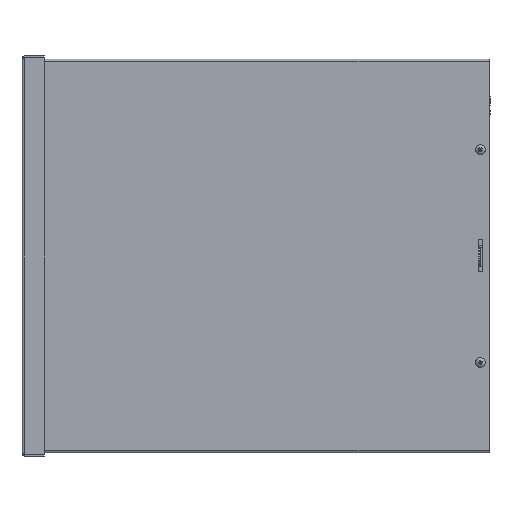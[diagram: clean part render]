
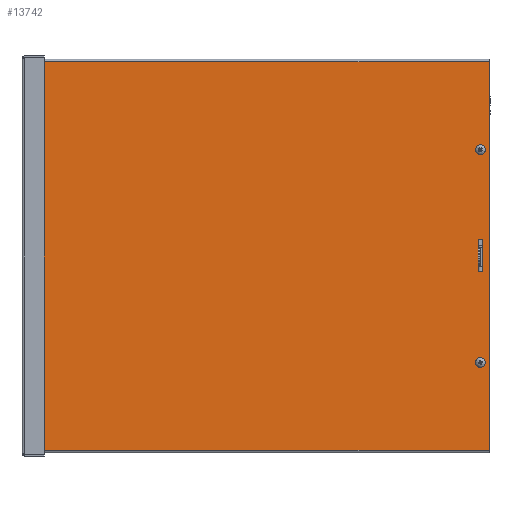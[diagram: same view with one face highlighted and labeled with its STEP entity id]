
A CAD part, front view. The second image highlights one B-rep face of the part: STEP entity #13742.
In plain terms, the highlighted face is planar.
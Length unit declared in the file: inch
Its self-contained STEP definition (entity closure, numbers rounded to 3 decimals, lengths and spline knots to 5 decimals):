
#12994=CARTESIAN_POINT('',(2.828,8.656,0.062));
#12995=VERTEX_POINT('',#12994);
#12996=CARTESIAN_POINT('',(2.6715,8.656,0.062));
#12997=DIRECTION('',(0.0,0.0,-1.0));
#12998=DIRECTION('',(-1.0,0.0,0.0));
#12999=AXIS2_PLACEMENT_3D('',#12996,#12997,#12998);
#13000=CIRCLE('',#12999,0.1565);
#13001=EDGE_CURVE('',#12995,#12995,#13000,.T.);
#13022=CARTESIAN_POINT('',(-5.485,8.656,0.062));
#13023=VERTEX_POINT('',#13022);
#13024=CARTESIAN_POINT('',(-5.6415,8.656,0.062));
#13025=DIRECTION('',(0.0,0.0,-1.0));
#13026=DIRECTION('',(-1.0,0.0,0.0));
#13027=AXIS2_PLACEMENT_3D('',#13024,#13025,#13026);
#13028=CIRCLE('',#13027,0.1565);
#13029=EDGE_CURVE('',#13023,#13023,#13028,.T.);
#13050=CARTESIAN_POINT('',(2.828,-8.656,0.062));
#13051=VERTEX_POINT('',#13050);
#13052=CARTESIAN_POINT('',(2.6715,-8.656,0.062));
#13053=DIRECTION('',(0.0,0.0,-1.0));
#13054=DIRECTION('',(-1.0,0.0,0.0));
#13055=AXIS2_PLACEMENT_3D('',#13052,#13053,#13054);
#13056=CIRCLE('',#13055,0.1565);
#13057=EDGE_CURVE('',#13051,#13051,#13056,.T.);
#13078=CARTESIAN_POINT('',(-5.485,-8.656,0.062));
#13079=VERTEX_POINT('',#13078);
#13080=CARTESIAN_POINT('',(-5.6415,-8.656,0.062));
#13081=DIRECTION('',(0.0,0.0,-1.0));
#13082=DIRECTION('',(-1.0,0.0,0.0));
#13083=AXIS2_PLACEMENT_3D('',#13080,#13081,#13082);
#13084=CIRCLE('',#13083,0.1565);
#13085=EDGE_CURVE('',#13079,#13079,#13084,.T.);
#13095=CARTESIAN_POINT('',(-2.1095,-8.56588,0.062));
#13096=VERTEX_POINT('',#13095);
#13097=CARTESIAN_POINT('',(-0.8595,-8.56588,0.062));
#13098=VERTEX_POINT('',#13097);
#13099=CARTESIAN_POINT('',(-2.1095,-8.56588,0.062));
#13100=DIRECTION('',(1.0,0.0,0.0));
#13101=VECTOR('',#13100,1.25);
#13102=LINE('',#13099,#13101);
#13103=EDGE_CURVE('',#13096,#13098,#13102,.T.);
#13135=CARTESIAN_POINT('',(-2.1095,-8.72213,0.062));
#13136=VERTEX_POINT('',#13135);
#13137=CARTESIAN_POINT('',(-2.1095,-8.72213,0.062));
#13138=DIRECTION('',(0.0,1.0,0.0));
#13139=VECTOR('',#13138,0.15625);
#13140=LINE('',#13137,#13139);
#13141=EDGE_CURVE('',#13136,#13096,#13140,.T.);
#13166=CARTESIAN_POINT('',(-0.8595,-8.72213,0.062));
#13167=VERTEX_POINT('',#13166);
#13168=CARTESIAN_POINT('',(-0.8595,-8.72213,0.062));
#13169=DIRECTION('',(-1.0,0.0,0.0));
#13170=VECTOR('',#13169,1.25);
#13171=LINE('',#13168,#13170);
#13172=EDGE_CURVE('',#13167,#13136,#13171,.T.);
#13204=CARTESIAN_POINT('',(-0.8595,-8.56588,0.062));
#13205=DIRECTION('',(0.0,-1.0,0.0));
#13206=VECTOR('',#13205,0.15625);
#13207=LINE('',#13204,#13206);
#13208=EDGE_CURVE('',#13098,#13167,#13207,.T.);
#13229=CARTESIAN_POINT('',(6.10925,9.,0.062));
#13230=VERTEX_POINT('',#13229);
#13238=CARTESIAN_POINT('',(6.10925,-9.,0.062));
#13239=VERTEX_POINT('',#13238);
#13240=CARTESIAN_POINT('',(6.10925,-9.,0.062));
#13241=DIRECTION('',(0.0,1.0,0.0));
#13242=VECTOR('',#13241,18.0);
#13243=LINE('',#13240,#13242);
#13244=EDGE_CURVE('',#13239,#13230,#13243,.T.);
#13465=CARTESIAN_POINT('',(-9.07925,-9.,0.062));
#13466=VERTEX_POINT('',#13465);
#13474=CARTESIAN_POINT('',(-9.07925,9.,0.062));
#13475=VERTEX_POINT('',#13474);
#13476=CARTESIAN_POINT('',(-9.07925,9.0,0.062));
#13477=DIRECTION('',(0.0,-1.0,0.0));
#13478=VECTOR('',#13477,18.0);
#13479=LINE('',#13476,#13478);
#13480=EDGE_CURVE('',#13475,#13466,#13479,.T.);
#13692=CARTESIAN_POINT('',(-9.07925,9.,0.062));
#13693=DIRECTION('',(1.0,0.0,0.0));
#13694=VECTOR('',#13693,15.1885);
#13695=LINE('',#13692,#13694);
#13696=EDGE_CURVE('',#13475,#13230,#13695,.T.);
#13708=CARTESIAN_POINT('',(-1.485,0.,0.062));
#13709=DIRECTION('',(0.0,0.0,1.0));
#13710=DIRECTION('',(1.0,0.0,0.0));
#13711=AXIS2_PLACEMENT_3D('',#13708,#13709,#13710);
#13712=PLANE('',#13711);
#13713=ORIENTED_EDGE('',*,*,#13480,.T.);
#13714=CARTESIAN_POINT('',(6.10925,-9.,0.062));
#13715=DIRECTION('',(-1.0,0.0,0.0));
#13716=VECTOR('',#13715,15.1885);
#13717=LINE('',#13714,#13716);
#13718=EDGE_CURVE('',#13239,#13466,#13717,.T.);
#13719=ORIENTED_EDGE('',*,*,#13718,.F.);
#13720=ORIENTED_EDGE('',*,*,#13244,.T.);
#13721=ORIENTED_EDGE('',*,*,#13696,.F.);
#13722=EDGE_LOOP('',(#13713,#13719,#13720,#13721));
#13723=FACE_OUTER_BOUND('',#13722,.T.);
#13724=ORIENTED_EDGE('',*,*,#13001,.T.);
#13725=EDGE_LOOP('',(#13724));
#13726=FACE_BOUND('',#13725,.T.);
#13727=ORIENTED_EDGE('',*,*,#13029,.T.);
#13728=EDGE_LOOP('',(#13727));
#13729=FACE_BOUND('',#13728,.T.);
#13730=ORIENTED_EDGE('',*,*,#13057,.T.);
#13731=EDGE_LOOP('',(#13730));
#13732=FACE_BOUND('',#13731,.T.);
#13733=ORIENTED_EDGE('',*,*,#13085,.T.);
#13734=EDGE_LOOP('',(#13733));
#13735=FACE_BOUND('',#13734,.T.);
#13736=ORIENTED_EDGE('',*,*,#13103,.T.);
#13737=ORIENTED_EDGE('',*,*,#13208,.T.);
#13738=ORIENTED_EDGE('',*,*,#13172,.T.);
#13739=ORIENTED_EDGE('',*,*,#13141,.T.);
#13740=EDGE_LOOP('',(#13736,#13737,#13738,#13739));
#13741=FACE_BOUND('',#13740,.T.);
#13742=ADVANCED_FACE('',(#13723,#13726,#13729,#13732,#13735,#13741),#13712,.T.);
